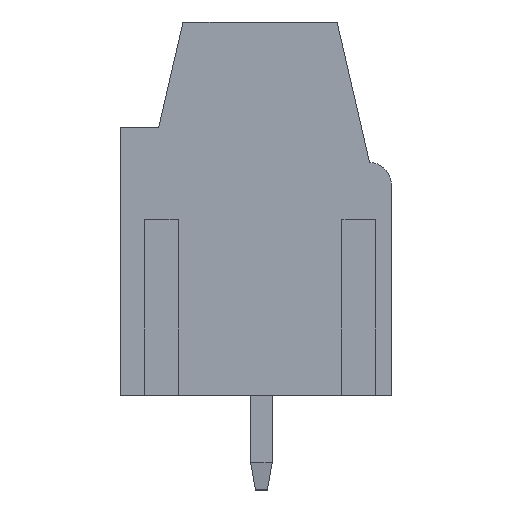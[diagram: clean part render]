
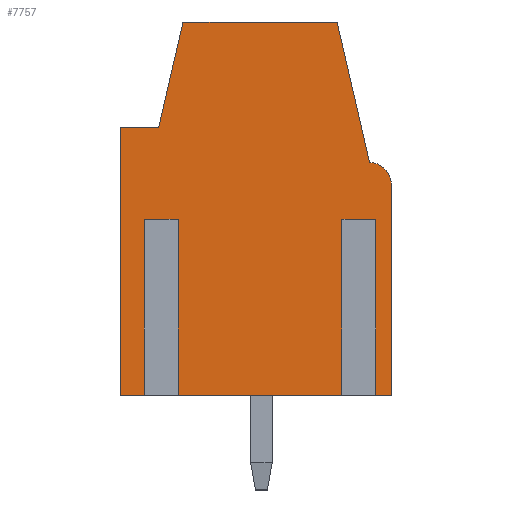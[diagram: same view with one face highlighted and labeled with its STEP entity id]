
A CAD part, left-side view. The second image highlights one B-rep face of the part: STEP entity #7757.
In plain terms, the highlighted planar face has unit normal (-1, 0, 0).
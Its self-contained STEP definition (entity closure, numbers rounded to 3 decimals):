
#7506=AXIS2_PLACEMENT_3D('Circle Axis2P3D',#7504,#7505,$) ;
#7694=AXIS2_PLACEMENT_3D('Plane Axis2P3D',#7691,#7692,#7693) ;
#6728=CARTESIAN_POINT('Vertex',(0.55,0.,3.5)) ;
#6731=CARTESIAN_POINT('Line Origine',(0.55,0.447,3.5)) ;
#6735=CARTESIAN_POINT('Vertex',(0.55,0.894,3.5)) ;
#6756=CARTESIAN_POINT('Vertex',(0.55,1.506,3.5)) ;
#6759=CARTESIAN_POINT('Line Origine',(0.55,4.85,3.5)) ;
#6763=CARTESIAN_POINT('Vertex',(0.55,8.194,3.5)) ;
#6784=CARTESIAN_POINT('Vertex',(0.55,8.806,3.5)) ;
#6787=CARTESIAN_POINT('Line Origine',(0.55,9.403,3.5)) ;
#6791=CARTESIAN_POINT('Vertex',(0.55,10.,3.5)) ;
#7239=CARTESIAN_POINT('Line Origine',(0.55,10.,8.45)) ;
#7243=CARTESIAN_POINT('Vertex',(0.55,10.,13.4)) ;
#7386=CARTESIAN_POINT('Vertex',(0.55,8.6,13.4)) ;
#7389=CARTESIAN_POINT('Line Origine',(0.55,8.15,15.35)) ;
#7393=CARTESIAN_POINT('Vertex',(0.55,7.7,17.3)) ;
#7418=CARTESIAN_POINT('Line Origine',(0.55,4.85,17.3)) ;
#7422=CARTESIAN_POINT('Vertex',(0.55,2.001,17.3)) ;
#7479=CARTESIAN_POINT('Line Origine',(0.55,1.4,14.7)) ;
#7483=CARTESIAN_POINT('Vertex',(0.55,0.8,12.1)) ;
#7504=CARTESIAN_POINT('Axis2P3D Location',(0.55,0.8,11.3)) ;
#7508=CARTESIAN_POINT('Vertex',(0.55,0.,11.3)) ;
#7529=CARTESIAN_POINT('Line Origine',(0.55,0.,7.4)) ;
#7691=CARTESIAN_POINT('Axis2P3D Location',(0.55,10.,0.)) ;
#7696=CARTESIAN_POINT('Line Origine',(0.55,1.506,6.75)) ;
#7700=CARTESIAN_POINT('Vertex',(0.55,1.506,10.)) ;
#7703=CARTESIAN_POINT('Line Origine',(0.55,1.2,10.)) ;
#7707=CARTESIAN_POINT('Vertex',(0.55,0.894,10.)) ;
#7710=CARTESIAN_POINT('Line Origine',(0.55,0.894,6.75)) ;
#7715=CARTESIAN_POINT('Line Origine',(0.55,9.3,13.4)) ;
#7720=CARTESIAN_POINT('Line Origine',(0.55,8.806,6.75)) ;
#7724=CARTESIAN_POINT('Vertex',(0.55,8.806,10.)) ;
#7727=CARTESIAN_POINT('Line Origine',(0.55,8.5,10.)) ;
#7731=CARTESIAN_POINT('Vertex',(0.55,8.194,10.)) ;
#7734=CARTESIAN_POINT('Line Origine',(0.55,8.194,6.75)) ;
#6732=DIRECTION('Vector Direction',(0.,-1.,0.)) ;
#6760=DIRECTION('Vector Direction',(0.,-1.,0.)) ;
#6788=DIRECTION('Vector Direction',(0.,-1.,0.)) ;
#7240=DIRECTION('Vector Direction',(0.,0.,-1.)) ;
#7390=DIRECTION('Vector Direction',(0.,0.225,-0.974)) ;
#7419=DIRECTION('Vector Direction',(0.,1.,0.)) ;
#7480=DIRECTION('Vector Direction',(0.,0.225,0.974)) ;
#7505=DIRECTION('Axis2P3D Direction',(-1.,0.,0.)) ;
#7530=DIRECTION('Vector Direction',(0.,0.,1.)) ;
#7692=DIRECTION('Axis2P3D Direction',(-1.,0.,0.)) ;
#7693=DIRECTION('Axis2P3D XDirection',(0.,1.,0.)) ;
#7697=DIRECTION('Vector Direction',(0.,0.,1.)) ;
#7704=DIRECTION('Vector Direction',(0.,1.,0.)) ;
#7711=DIRECTION('Vector Direction',(0.,0.,1.)) ;
#7716=DIRECTION('Vector Direction',(0.,1.,0.)) ;
#7721=DIRECTION('Vector Direction',(0.,0.,1.)) ;
#7728=DIRECTION('Vector Direction',(0.,1.,0.)) ;
#7735=DIRECTION('Vector Direction',(0.,0.,1.)) ;
#6733=VECTOR('Line Direction',#6732,1.) ;
#6761=VECTOR('Line Direction',#6760,1.) ;
#6789=VECTOR('Line Direction',#6788,1.) ;
#7241=VECTOR('Line Direction',#7240,1.) ;
#7391=VECTOR('Line Direction',#7390,1.) ;
#7420=VECTOR('Line Direction',#7419,1.) ;
#7481=VECTOR('Line Direction',#7480,1.) ;
#7531=VECTOR('Line Direction',#7530,1.) ;
#7698=VECTOR('Line Direction',#7697,1.) ;
#7705=VECTOR('Line Direction',#7704,1.) ;
#7712=VECTOR('Line Direction',#7711,1.) ;
#7717=VECTOR('Line Direction',#7716,1.) ;
#7722=VECTOR('Line Direction',#7721,1.) ;
#7729=VECTOR('Line Direction',#7728,1.) ;
#7736=VECTOR('Line Direction',#7735,1.) ;
#7740=ORIENTED_EDGE('',*,*,#6765,.T.) ;
#7741=ORIENTED_EDGE('',*,*,#7702,.T.) ;
#7742=ORIENTED_EDGE('',*,*,#7709,.F.) ;
#7743=ORIENTED_EDGE('',*,*,#7714,.F.) ;
#7744=ORIENTED_EDGE('',*,*,#6737,.T.) ;
#7745=ORIENTED_EDGE('',*,*,#7533,.T.) ;
#7746=ORIENTED_EDGE('',*,*,#7510,.T.) ;
#7747=ORIENTED_EDGE('',*,*,#7485,.T.) ;
#7748=ORIENTED_EDGE('',*,*,#7424,.T.) ;
#7749=ORIENTED_EDGE('',*,*,#7395,.T.) ;
#7750=ORIENTED_EDGE('',*,*,#7719,.T.) ;
#7751=ORIENTED_EDGE('',*,*,#7245,.T.) ;
#7752=ORIENTED_EDGE('',*,*,#6793,.T.) ;
#7753=ORIENTED_EDGE('',*,*,#7726,.T.) ;
#7754=ORIENTED_EDGE('',*,*,#7733,.F.) ;
#7755=ORIENTED_EDGE('',*,*,#7738,.F.) ;
#7757=ADVANCED_FACE('HOUSING',(#7756),#7695,.T.) ;
#7507=CIRCLE('generated circle',#7506,0.8) ;
#6737=EDGE_CURVE('',#6736,#6729,#6734,.T.) ;
#6765=EDGE_CURVE('',#6764,#6757,#6762,.T.) ;
#6793=EDGE_CURVE('',#6792,#6785,#6790,.T.) ;
#7245=EDGE_CURVE('',#7244,#6792,#7242,.T.) ;
#7395=EDGE_CURVE('',#7394,#7387,#7392,.T.) ;
#7424=EDGE_CURVE('',#7423,#7394,#7421,.T.) ;
#7485=EDGE_CURVE('',#7484,#7423,#7482,.T.) ;
#7510=EDGE_CURVE('',#7509,#7484,#7507,.T.) ;
#7533=EDGE_CURVE('',#6729,#7509,#7532,.T.) ;
#7702=EDGE_CURVE('',#6757,#7701,#7699,.T.) ;
#7709=EDGE_CURVE('',#7708,#7701,#7706,.T.) ;
#7714=EDGE_CURVE('',#6736,#7708,#7713,.T.) ;
#7719=EDGE_CURVE('',#7387,#7244,#7718,.T.) ;
#7726=EDGE_CURVE('',#6785,#7725,#7723,.T.) ;
#7733=EDGE_CURVE('',#7732,#7725,#7730,.T.) ;
#7738=EDGE_CURVE('',#6764,#7732,#7737,.T.) ;
#7739=EDGE_LOOP('',(#7740,#7741,#7742,#7743,#7744,#7745,#7746,#7747,#7748,#7749,#7750,#7751,#7752,#7753,#7754,#7755)) ;
#7756=FACE_OUTER_BOUND('',#7739,.T.) ;
#6734=LINE('Line',#6731,#6733) ;
#6762=LINE('Line',#6759,#6761) ;
#6790=LINE('Line',#6787,#6789) ;
#7242=LINE('Line',#7239,#7241) ;
#7392=LINE('Line',#7389,#7391) ;
#7421=LINE('Line',#7418,#7420) ;
#7482=LINE('Line',#7479,#7481) ;
#7532=LINE('Line',#7529,#7531) ;
#7699=LINE('Line',#7696,#7698) ;
#7706=LINE('Line',#7703,#7705) ;
#7713=LINE('Line',#7710,#7712) ;
#7718=LINE('Line',#7715,#7717) ;
#7723=LINE('Line',#7720,#7722) ;
#7730=LINE('Line',#7727,#7729) ;
#7737=LINE('Line',#7734,#7736) ;
#7695=PLANE('',#7694) ;
#6729=VERTEX_POINT('',#6728) ;
#6736=VERTEX_POINT('',#6735) ;
#6757=VERTEX_POINT('',#6756) ;
#6764=VERTEX_POINT('',#6763) ;
#6785=VERTEX_POINT('',#6784) ;
#6792=VERTEX_POINT('',#6791) ;
#7244=VERTEX_POINT('',#7243) ;
#7387=VERTEX_POINT('',#7386) ;
#7394=VERTEX_POINT('',#7393) ;
#7423=VERTEX_POINT('',#7422) ;
#7484=VERTEX_POINT('',#7483) ;
#7509=VERTEX_POINT('',#7508) ;
#7701=VERTEX_POINT('',#7700) ;
#7708=VERTEX_POINT('',#7707) ;
#7725=VERTEX_POINT('',#7724) ;
#7732=VERTEX_POINT('',#7731) ;
